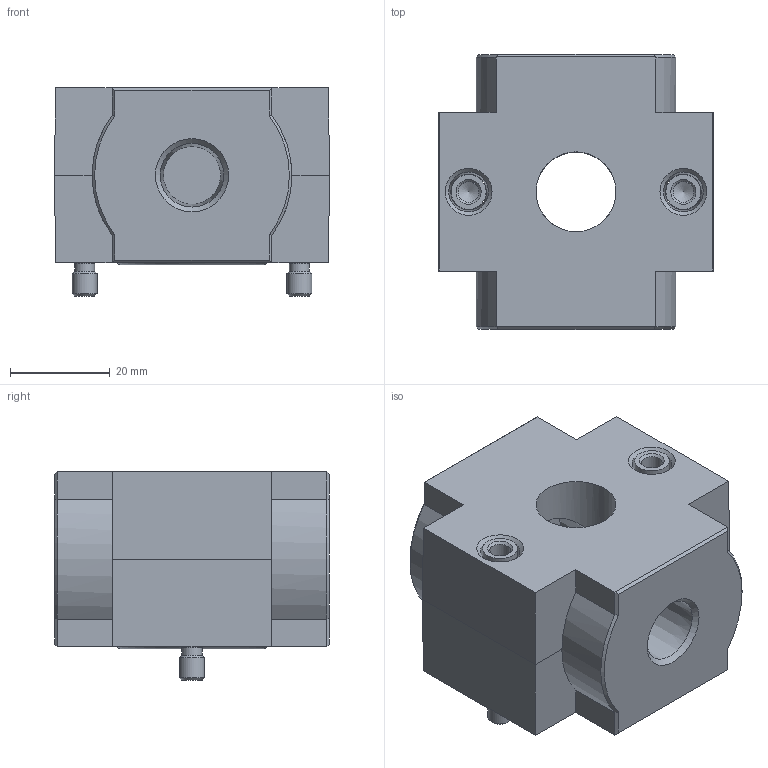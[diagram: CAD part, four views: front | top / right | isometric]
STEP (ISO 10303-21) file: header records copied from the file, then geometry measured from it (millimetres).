
FILE_DESCRIPTION(/* description */ ('STEP AP214'),/* implementation_level */ '2;1');
FILE_NAME(/* name */ '178234_FRZ-D-MIDI-NPT',/* time_stamp */ '2024-08-28T19:15:16+02:00',/* author */ ('License CC BY-ND 4.0'),/* organization */ ('CADENAS'),/* preprocessor_version */ 'ST-DEVELOPER v19.3',/* originating_system */ 'PARTsolutions',/* authorisation */ ' ');
FILE_SCHEMA (('AUTOMOTIVE_DESIGN {1 0 10303 214 3 1 1}'));
Length unit declared in the file: millimetre
Products named in the file (5): 178234 FRZ-D-MIDI-NPT; 736548 FRZ-D-MIDI-NPT; 31785 B-1/2-NPT; 351359 FRZ-D-MIDI; 200950 FRZ-MIDI-O-RING
Assembly tree (5 placements, depth 2):
  178234 FRZ-D-MIDI-NPT
    736548 FRZ-D-MIDI-NPT
    31785 B-1/2-NPT
    351359 FRZ-D-MIDI  x2
    200950 FRZ-MIDI-O-RING
Bounding box: 55 x 55 x 41.7 mm (x, y, z)
Volume: 77284.1 mm3; surface area: 21623.8 mm2
Topology: 5 solids, 5 shells, 108 faces, 242 edges, 145 vertices
Faces by surface type: plane 58, cone 31, cylinder 16, torus 3
Full cylindrical faces by diameter (mm): 4.019 x2, 4.134 x2, 5 x2, 7 x2, 9.525 x1, 16 x1, 26.4 x1, 30.8 x1
Entity records: 2654 total; most frequent: CARTESIAN_POINT 511, DIRECTION 426, ORIENTED_EDGE 360, EDGE_CURVE 180, AXIS2_PLACEMENT_3D 163, FACE_BOUND 141, EDGE_LOOP 138, VERTEX_POINT 127
